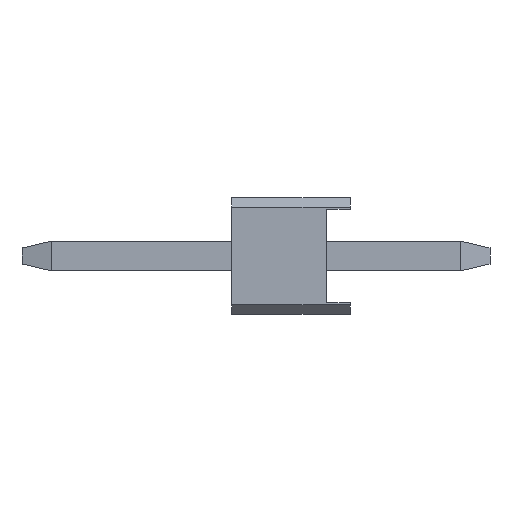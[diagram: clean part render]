
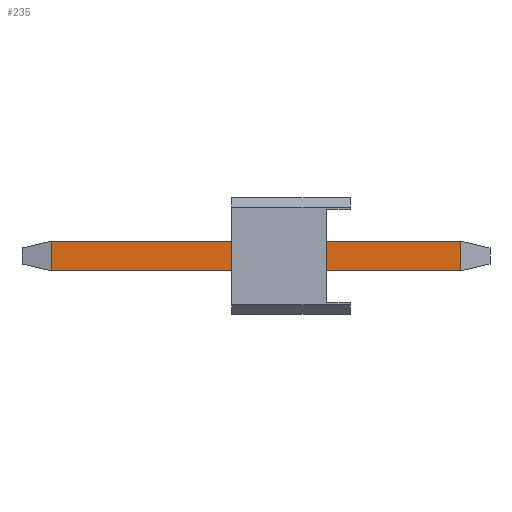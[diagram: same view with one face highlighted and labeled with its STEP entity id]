
A CAD part, left-side view. The second image highlights one B-rep face of the part: STEP entity #235.
In plain terms, the highlighted planar face has unit normal (-1, 0, 0).
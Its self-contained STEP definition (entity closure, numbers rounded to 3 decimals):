
#235 = ADVANCED_FACE( '', ( #471 ), #472, .F. );
#471 = FACE_OUTER_BOUND( '', #743, .T. );
#472 = PLANE( '', #744 );
#743 = EDGE_LOOP( '', ( #1125, #1126, #1127, #1128 ) );
#744 = AXIS2_PLACEMENT_3D( '', #1129, #1130, #1131 );
#1125 = ORIENTED_EDGE( '', *, *, #1834, .T. );
#1126 = ORIENTED_EDGE( '', *, *, #1835, .F. );
#1127 = ORIENTED_EDGE( '', *, *, #1795, .F. );
#1128 = ORIENTED_EDGE( '', *, *, #1793, .T. );
#1129 = CARTESIAN_POINT( '', ( -0.32, 6.4, 0.32 ) );
#1130 = DIRECTION( '', ( 1., 0., 0. ) );
#1131 = DIRECTION( '', ( 0., 0., -1. ) );
#1793 = EDGE_CURVE( '', #2154, #2158, #2160, .T. );
#1795 = EDGE_CURVE( '', #2154, #2162, #2163, .T. );
#1834 = EDGE_CURVE( '', #2158, #2224, #2225, .T. );
#1835 = EDGE_CURVE( '', #2162, #2224, #2226, .T. );
#2154 = VERTEX_POINT( '', #2668 );
#2158 = VERTEX_POINT( '', #2674 );
#2160 = LINE( '', #2677, #2678 );
#2162 = VERTEX_POINT( '', #2680 );
#2163 = LINE( '', #2681, #2682 );
#2224 = VERTEX_POINT( '', #2772 );
#2225 = LINE( '', #2773, #2774 );
#2226 = LINE( '', #2775, #2776 );
#2668 = CARTESIAN_POINT( '', ( -0.32, 6.4, 0.32 ) );
#2674 = CARTESIAN_POINT( '', ( -0.32, 6.4, -0.32 ) );
#2677 = CARTESIAN_POINT( '', ( -0.32, 6.4, 0.32 ) );
#2678 = VECTOR( '', #3227, 1000. );
#2680 = CARTESIAN_POINT( '', ( -0.32, -2.36, 0.32 ) );
#2681 = CARTESIAN_POINT( '', ( -0.32, 6.4, 0.32 ) );
#2682 = VECTOR( '', #3228, 1000. );
#2772 = CARTESIAN_POINT( '', ( -0.32, -2.36, -0.32 ) );
#2773 = CARTESIAN_POINT( '', ( -0.32, 6.4, -0.32 ) );
#2774 = VECTOR( '', #3258, 1000. );
#2775 = CARTESIAN_POINT( '', ( -0.32, -2.36, 0.32 ) );
#2776 = VECTOR( '', #3259, 1000. );
#3227 = DIRECTION( '', ( 0., 0., -1. ) );
#3228 = DIRECTION( '', ( 0., -1., 0. ) );
#3258 = DIRECTION( '', ( 0., -1., 0. ) );
#3259 = DIRECTION( '', ( 0., 0., -1. ) );
